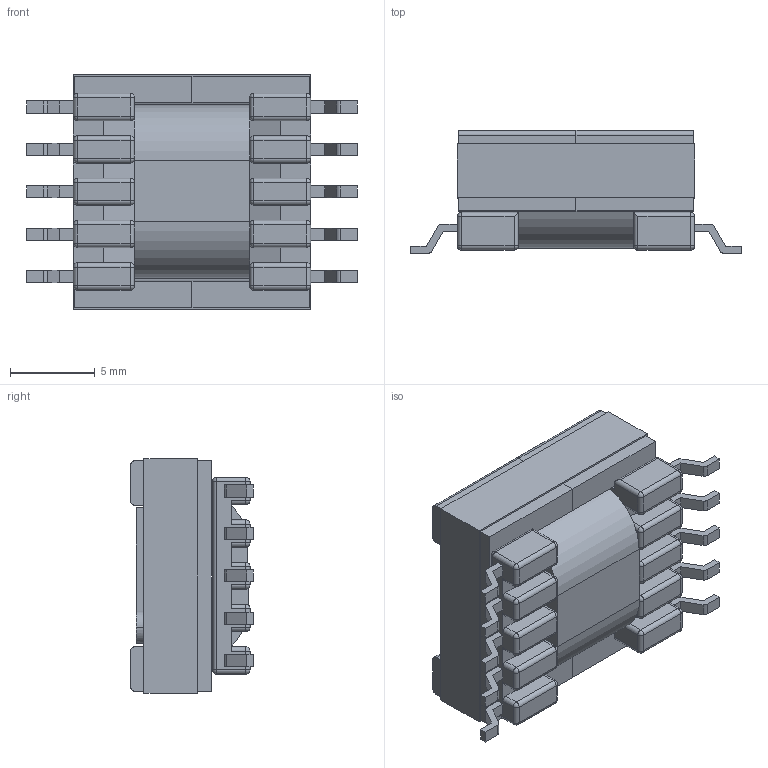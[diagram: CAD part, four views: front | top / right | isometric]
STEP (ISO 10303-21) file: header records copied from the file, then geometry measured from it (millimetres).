
FILE_DESCRIPTION (( 'STEP AP214' ), '1' );
FILE_NAME ('EPC13_4887.STEP', '2019-01-31T19:56:07', ( '' ), ( '' ), 'SwSTEP 2.0', 'SolidWorks 2017', '' );
FILE_SCHEMA (( 'AUTOMOTIVE_DESIGN' ));
Length unit declared in the file: millimetre
Products named in the file (5): 440-9989-2883; 150-2883_6A; 070-4887_coil; 070-4887_6A; EPC13_4887
Assembly tree (5 placements, depth 2):
  EPC13_4887
    070-4887_6A
    070-4887_coil
    150-2883_6A  x2
    440-9989-2883
Bounding box: 19.5 x 7.24 x 13.8 mm (x, y, z)
Volume: 1088.6 mm3; surface area: 2310.5 mm2
Topology: 5 solids, 5 shells, 411 faces, 1064 edges, 629 vertices
Faces by surface type: plane 209, cylinder 150, sphere 44, torus 8
Entity records: 12853 total; most frequent: CARTESIAN_POINT 2069, DIRECTION 1979, ORIENTED_EDGE 1912, EDGE_CURVE 956, LINE 661, VECTOR 661, AXIS2_PLACEMENT_3D 659, VERTEX_POINT 587
